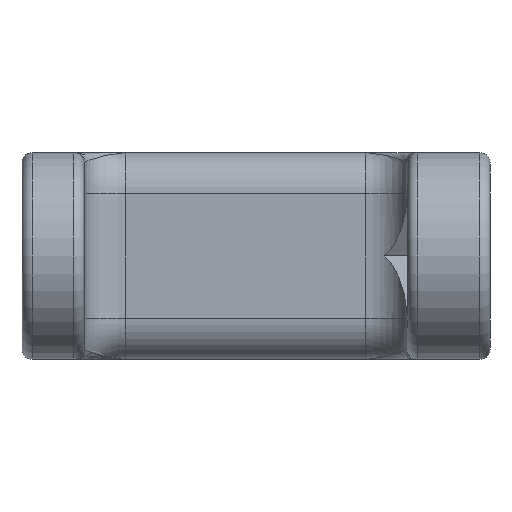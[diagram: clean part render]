
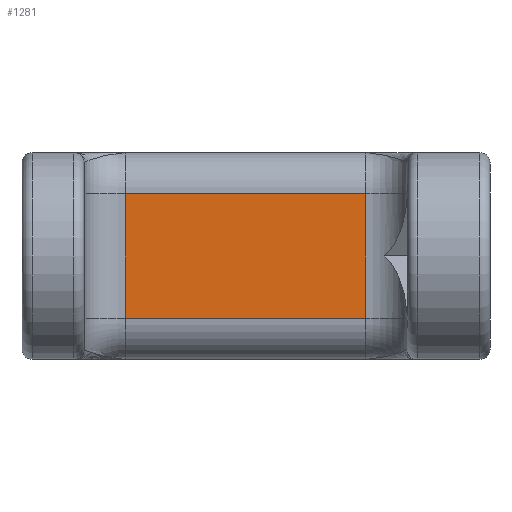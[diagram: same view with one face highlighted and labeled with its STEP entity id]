
A CAD part, left-side view. The second image highlights one B-rep face of the part: STEP entity #1281.
In plain terms, the highlighted planar face has unit normal (-1, 0, 0).
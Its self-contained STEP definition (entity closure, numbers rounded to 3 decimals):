
#60=PLANE('',#1454);
#120=LINE('',#2582,#208);
#123=LINE('',#2608,#211);
#127=LINE('',#2621,#215);
#128=LINE('',#2623,#216);
#208=VECTOR('',#1733,10.);
#211=VECTOR('',#1764,10.);
#215=VECTOR('',#1784,10.);
#216=VECTOR('',#1787,10.);
#339=FACE_OUTER_BOUND('',#425,.T.);
#425=EDGE_LOOP('',(#1087,#1088,#1089,#1090));
#596=VERTEX_POINT('',#2532);
#612=VERTEX_POINT('',#2580);
#615=VERTEX_POINT('',#2593);
#621=VERTEX_POINT('',#2606);
#769=EDGE_CURVE('',#612,#596,#120,.T.);
#782=EDGE_CURVE('',#621,#615,#123,.T.);
#789=EDGE_CURVE('',#596,#621,#127,.T.);
#790=EDGE_CURVE('',#615,#612,#128,.T.);
#1087=ORIENTED_EDGE('',*,*,#769,.F.);
#1088=ORIENTED_EDGE('',*,*,#790,.F.);
#1089=ORIENTED_EDGE('',*,*,#782,.F.);
#1090=ORIENTED_EDGE('',*,*,#789,.F.);
#1281=ADVANCED_FACE('',(#339),#60,.T.);
#1454=AXIS2_PLACEMENT_3D('',#2622,#1785,#1786);
#1733=DIRECTION('',(0.,0.,1.));
#1764=DIRECTION('',(0.,0.,-1.));
#1784=DIRECTION('',(0.,-1.,0.));
#1785=DIRECTION('center_axis',(-1.,0.,0.));
#1786=DIRECTION('ref_axis',(0.,0.,-1.));
#1787=DIRECTION('',(0.,1.,0.));
#2532=CARTESIAN_POINT('',(-4.,-5.,3.));
#2580=CARTESIAN_POINT('',(-4.,-5.,-3.));
#2582=CARTESIAN_POINT('',(-4.,-5.,2.5));
#2593=CARTESIAN_POINT('',(-4.,-16.625,-3.));
#2606=CARTESIAN_POINT('',(-4.,-16.625,3.));
#2608=CARTESIAN_POINT('',(-4.,-16.625,2.5));
#2621=CARTESIAN_POINT('',(-4.,-1.5,3.));
#2622=CARTESIAN_POINT('Origin',(-4.,-3.,5.));
#2623=CARTESIAN_POINT('',(-4.,-1.5,-3.));
